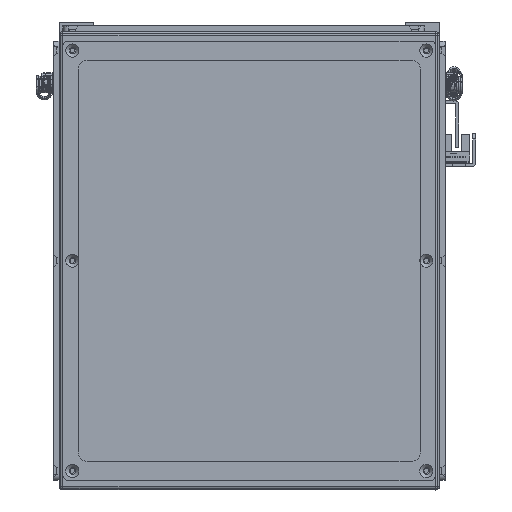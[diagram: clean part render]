
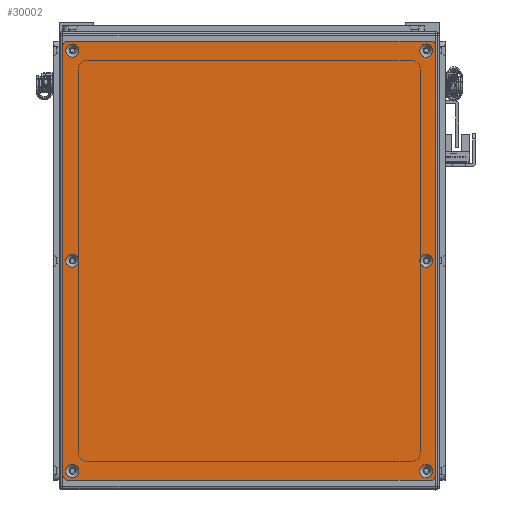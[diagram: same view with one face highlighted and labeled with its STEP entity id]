
A CAD part, front view. The second image highlights one B-rep face of the part: STEP entity #30002.
In plain terms, the highlighted planar face has unit normal (0, -1, 0).
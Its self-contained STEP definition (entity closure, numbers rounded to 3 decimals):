
#963=FACE_BOUND('',#7442,.T.);
#964=FACE_BOUND('',#7443,.T.);
#965=FACE_BOUND('',#7444,.T.);
#966=FACE_BOUND('',#7445,.T.);
#967=FACE_BOUND('',#7446,.T.);
#968=FACE_BOUND('',#7447,.T.);
#3155=CIRCLE('',#33333,3.45);
#3158=CIRCLE('',#33338,3.45);
#3161=CIRCLE('',#33343,3.45);
#3164=CIRCLE('',#33348,3.45);
#3167=CIRCLE('',#33353,3.45);
#3170=CIRCLE('',#33358,3.45);
#3173=CIRCLE('',#33363,3.);
#3175=CIRCLE('',#33366,3.);
#3176=CIRCLE('',#33367,3.);
#3177=CIRCLE('',#33368,3.);
#5497=FACE_OUTER_BOUND('',#7441,.T.);
#7441=EDGE_LOOP('',(#27584,#27585,#27586,#27587,#27588,#27589,#27590,#27591));
#7442=EDGE_LOOP('',(#27592));
#7443=EDGE_LOOP('',(#27593));
#7444=EDGE_LOOP('',(#27594));
#7445=EDGE_LOOP('',(#27595));
#7446=EDGE_LOOP('',(#27596));
#7447=EDGE_LOOP('',(#27597));
#9922=LINE('',#52738,#12388);
#9923=LINE('',#52742,#12389);
#9924=LINE('',#52746,#12390);
#9925=LINE('',#52749,#12391);
#12388=VECTOR('',#41793,10.);
#12389=VECTOR('',#41796,10.);
#12390=VECTOR('',#41799,10.);
#12391=VECTOR('',#41802,10.);
#15158=VERTEX_POINT('',#52668);
#15161=VERTEX_POINT('',#52678);
#15164=VERTEX_POINT('',#52688);
#15167=VERTEX_POINT('',#52698);
#15170=VERTEX_POINT('',#52708);
#15173=VERTEX_POINT('',#52718);
#15176=VERTEX_POINT('',#52728);
#15177=VERTEX_POINT('',#52729);
#15180=VERTEX_POINT('',#52737);
#15181=VERTEX_POINT('',#52739);
#15182=VERTEX_POINT('',#52741);
#15183=VERTEX_POINT('',#52743);
#15184=VERTEX_POINT('',#52745);
#15185=VERTEX_POINT('',#52747);
#19296=EDGE_CURVE('',#15158,#15158,#3155,.T.);
#19301=EDGE_CURVE('',#15161,#15161,#3158,.T.);
#19306=EDGE_CURVE('',#15164,#15164,#3161,.T.);
#19311=EDGE_CURVE('',#15167,#15167,#3164,.T.);
#19316=EDGE_CURVE('',#15170,#15170,#3167,.T.);
#19321=EDGE_CURVE('',#15173,#15173,#3170,.T.);
#19326=EDGE_CURVE('',#15176,#15177,#3173,.T.);
#19330=EDGE_CURVE('',#15176,#15180,#9922,.T.);
#19331=EDGE_CURVE('',#15181,#15180,#3175,.T.);
#19332=EDGE_CURVE('',#15181,#15182,#9923,.T.);
#19333=EDGE_CURVE('',#15183,#15182,#3176,.T.);
#19334=EDGE_CURVE('',#15183,#15184,#9924,.T.);
#19335=EDGE_CURVE('',#15185,#15184,#3177,.T.);
#19336=EDGE_CURVE('',#15185,#15177,#9925,.T.);
#27584=ORIENTED_EDGE('',*,*,#19326,.F.);
#27585=ORIENTED_EDGE('',*,*,#19330,.T.);
#27586=ORIENTED_EDGE('',*,*,#19331,.F.);
#27587=ORIENTED_EDGE('',*,*,#19332,.T.);
#27588=ORIENTED_EDGE('',*,*,#19333,.F.);
#27589=ORIENTED_EDGE('',*,*,#19334,.T.);
#27590=ORIENTED_EDGE('',*,*,#19335,.F.);
#27591=ORIENTED_EDGE('',*,*,#19336,.T.);
#27592=ORIENTED_EDGE('',*,*,#19296,.T.);
#27593=ORIENTED_EDGE('',*,*,#19301,.T.);
#27594=ORIENTED_EDGE('',*,*,#19306,.T.);
#27595=ORIENTED_EDGE('',*,*,#19311,.T.);
#27596=ORIENTED_EDGE('',*,*,#19316,.T.);
#27597=ORIENTED_EDGE('',*,*,#19321,.T.);
#28506=PLANE('',#33365);
#30002=ADVANCED_FACE('',(#5497,#963,#964,#965,#966,#967,#968),#28506,.T.);
#33333=AXIS2_PLACEMENT_3D('',#52669,#41713,#41714);
#33338=AXIS2_PLACEMENT_3D('',#52679,#41725,#41726);
#33343=AXIS2_PLACEMENT_3D('',#52689,#41737,#41738);
#33348=AXIS2_PLACEMENT_3D('',#52699,#41749,#41750);
#33353=AXIS2_PLACEMENT_3D('',#52709,#41761,#41762);
#33358=AXIS2_PLACEMENT_3D('',#52719,#41773,#41774);
#33363=AXIS2_PLACEMENT_3D('',#52730,#41785,#41786);
#33365=AXIS2_PLACEMENT_3D('',#52736,#41791,#41792);
#33366=AXIS2_PLACEMENT_3D('',#52740,#41794,#41795);
#33367=AXIS2_PLACEMENT_3D('',#52744,#41797,#41798);
#33368=AXIS2_PLACEMENT_3D('',#52748,#41800,#41801);
#41713=DIRECTION('center_axis',(0.,1.,0.));
#41714=DIRECTION('ref_axis',(1.,0.,0.));
#41725=DIRECTION('center_axis',(0.,1.,0.));
#41726=DIRECTION('ref_axis',(1.,0.,0.));
#41737=DIRECTION('center_axis',(0.,1.,0.));
#41738=DIRECTION('ref_axis',(1.,0.,0.));
#41749=DIRECTION('center_axis',(0.,1.,0.));
#41750=DIRECTION('ref_axis',(1.,0.,0.));
#41761=DIRECTION('center_axis',(0.,1.,0.));
#41762=DIRECTION('ref_axis',(1.,0.,0.));
#41773=DIRECTION('center_axis',(0.,1.,0.));
#41774=DIRECTION('ref_axis',(1.,0.,0.));
#41785=DIRECTION('center_axis',(0.,1.,0.));
#41786=DIRECTION('ref_axis',(-0.707,0.,0.707));
#41791=DIRECTION('center_axis',(0.,-1.,0.));
#41792=DIRECTION('ref_axis',(0.,0.,-1.));
#41793=DIRECTION('',(0.,0.,-1.));
#41794=DIRECTION('center_axis',(0.,1.,0.));
#41795=DIRECTION('ref_axis',(-0.707,0.,-0.707));
#41796=DIRECTION('',(1.,0.,0.));
#41797=DIRECTION('center_axis',(0.,1.,0.));
#41798=DIRECTION('ref_axis',(0.707,0.,-0.707));
#41799=DIRECTION('',(0.,0.,1.));
#41800=DIRECTION('center_axis',(0.,1.,0.));
#41801=DIRECTION('ref_axis',(0.707,0.,0.707));
#41802=DIRECTION('',(-1.,0.,0.));
#52668=CARTESIAN_POINT('',(107.05,-1.5,93.));
#52669=CARTESIAN_POINT('Origin',(110.5,-1.5,93.));
#52678=CARTESIAN_POINT('',(-3.45,-1.5,93.));
#52679=CARTESIAN_POINT('Origin',(0.,-1.5,93.));
#52688=CARTESIAN_POINT('',(-113.95,-1.5,93.));
#52689=CARTESIAN_POINT('Origin',(-110.5,-1.5,93.));
#52698=CARTESIAN_POINT('',(-113.95,-1.5,-93.));
#52699=CARTESIAN_POINT('Origin',(-110.5,-1.5,-93.));
#52708=CARTESIAN_POINT('',(-3.45,-1.5,-93.));
#52709=CARTESIAN_POINT('Origin',(0.,-1.5,-93.));
#52718=CARTESIAN_POINT('',(107.05,-1.5,-93.));
#52719=CARTESIAN_POINT('Origin',(110.5,-1.5,-93.));
#52728=CARTESIAN_POINT('',(-115.5,-1.5,95.));
#52729=CARTESIAN_POINT('',(-112.5,-1.5,98.));
#52730=CARTESIAN_POINT('Origin',(-112.5,-1.5,95.));
#52736=CARTESIAN_POINT('Origin',(0.,-1.5,0.));
#52737=CARTESIAN_POINT('',(-115.5,-1.5,-95.));
#52738=CARTESIAN_POINT('',(-115.5,-1.5,98.));
#52739=CARTESIAN_POINT('',(-112.5,-1.5,-98.));
#52740=CARTESIAN_POINT('Origin',(-112.5,-1.5,-95.));
#52741=CARTESIAN_POINT('',(112.5,-1.5,-98.));
#52742=CARTESIAN_POINT('',(-115.5,-1.5,-98.));
#52743=CARTESIAN_POINT('',(115.5,-1.5,-95.));
#52744=CARTESIAN_POINT('Origin',(112.5,-1.5,-95.));
#52745=CARTESIAN_POINT('',(115.5,-1.5,95.));
#52746=CARTESIAN_POINT('',(115.5,-1.5,-98.));
#52747=CARTESIAN_POINT('',(112.5,-1.5,98.));
#52748=CARTESIAN_POINT('Origin',(112.5,-1.5,95.));
#52749=CARTESIAN_POINT('',(115.5,-1.5,98.));
